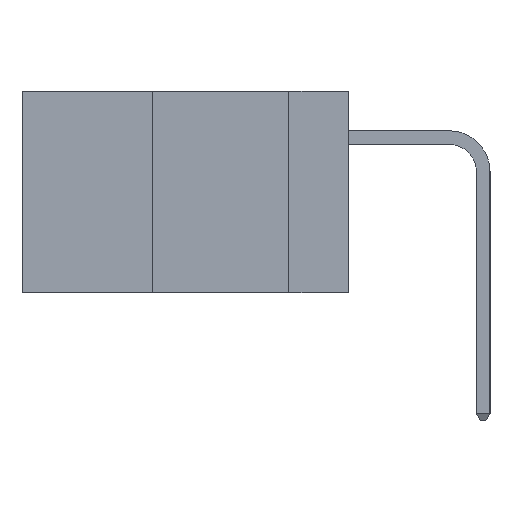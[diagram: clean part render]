
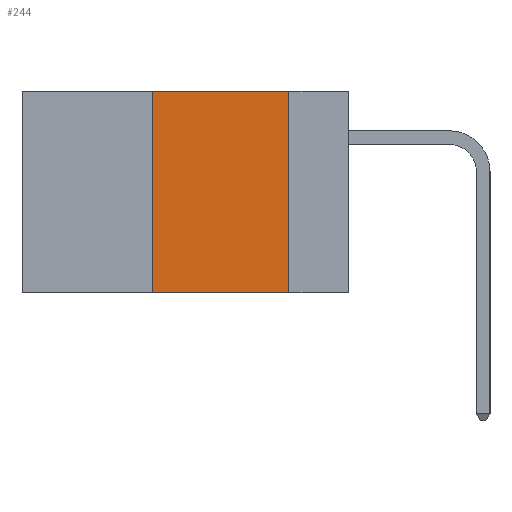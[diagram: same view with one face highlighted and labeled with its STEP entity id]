
A CAD part, left-side view. The second image highlights one B-rep face of the part: STEP entity #244.
In plain terms, the highlighted planar face has unit normal (-1, 0, 0).
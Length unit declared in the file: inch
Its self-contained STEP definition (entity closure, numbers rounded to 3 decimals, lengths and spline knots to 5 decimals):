
#54 = CARTESIAN_POINT ( 'NONE',  ( 0., 0.11, 0. ) ) ;
#137 = CARTESIAN_POINT ( 'NONE',  ( 0., 0.36, 0. ) ) ;
#244 = ADVANCED_FACE ( 'NONE', ( #721 ), #1248, .F. ) ;
#619 = VECTOR ( 'NONE', #5779, 39.37008 ) ;
#721 = FACE_OUTER_BOUND ( 'NONE', #6595, .T. ) ;
#847 = DIRECTION ( 'NONE',  ( 1., 0., 0. ) ) ;
#880 = LINE ( 'NONE', #6598, #6972 ) ;
#1151 = CARTESIAN_POINT ( 'NONE',  ( 0., 0.6, 0. ) ) ;
#1248 = PLANE ( 'NONE',  #6569 ) ;
#2245 = DIRECTION ( 'NONE',  ( 0., 0., 1. ) ) ;
#2329 = VERTEX_POINT ( 'NONE', #5622 ) ;
#2434 = CARTESIAN_POINT ( 'NONE',  ( 0., 0.36, 0. ) ) ;
#2860 = VERTEX_POINT ( 'NONE', #2990 ) ;
#2966 = EDGE_CURVE ( 'NONE', #2329, #3658, #6341, .T. ) ;
#2990 = CARTESIAN_POINT ( 'NONE',  ( 0., 0.11, 0. ) ) ;
#3658 = VERTEX_POINT ( 'NONE', #2434 ) ;
#3826 = ORIENTED_EDGE ( 'NONE', *, *, #5275, .T. ) ;
#4221 = VECTOR ( 'NONE', #2245, 39.37008 ) ;
#4716 = EDGE_CURVE ( 'NONE', #3658, #2860, #6425, .T. ) ;
#5238 = VERTEX_POINT ( 'NONE', #9629 ) ;
#5275 = EDGE_CURVE ( 'NONE', #2329, #5238, #880, .T. ) ;
#5622 = CARTESIAN_POINT ( 'NONE',  ( 0., 0.36, -0.37 ) ) ;
#5779 = DIRECTION ( 'NONE',  ( 0., 0., -1. ) ) ;
#6341 = LINE ( 'NONE', #137, #4221 ) ;
#6406 = CARTESIAN_POINT ( 'NONE',  ( 0., 0.6, 0. ) ) ;
#6425 = LINE ( 'NONE', #1151, #8410 ) ;
#6468 = EDGE_CURVE ( 'NONE', #2860, #5238, #6968, .T. ) ;
#6569 = AXIS2_PLACEMENT_3D ( 'NONE', #6406, #847, #9516 ) ;
#6595 = EDGE_LOOP ( 'NONE', ( #10200, #7730, #8063, #3826 ) ) ;
#6598 = CARTESIAN_POINT ( 'NONE',  ( 0., 0.6, -0.37 ) ) ;
#6968 = LINE ( 'NONE', #54, #619 ) ;
#6972 = VECTOR ( 'NONE', #9150, 39.37008 ) ;
#7502 = DIRECTION ( 'NONE',  ( 0., -1., 0. ) ) ;
#7730 = ORIENTED_EDGE ( 'NONE', *, *, #4716, .F. ) ;
#8063 = ORIENTED_EDGE ( 'NONE', *, *, #2966, .F. ) ;
#8410 = VECTOR ( 'NONE', #7502, 39.37008 ) ;
#9150 = DIRECTION ( 'NONE',  ( 0., -1., 0. ) ) ;
#9516 = DIRECTION ( 'NONE',  ( 0., 0., -1. ) ) ;
#9629 = CARTESIAN_POINT ( 'NONE',  ( 0., 0.11, -0.37 ) ) ;
#10200 = ORIENTED_EDGE ( 'NONE', *, *, #6468, .F. ) ;
